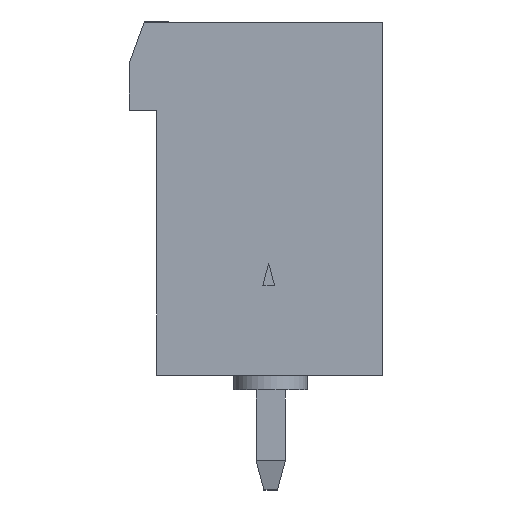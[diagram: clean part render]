
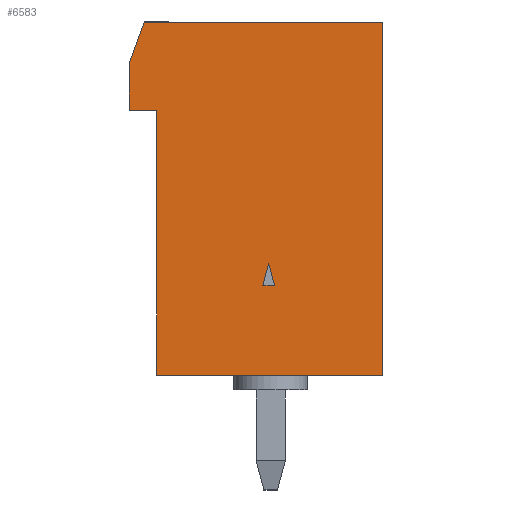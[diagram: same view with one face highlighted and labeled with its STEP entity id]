
A CAD part, left-side view. The second image highlights one B-rep face of the part: STEP entity #6583.
In plain terms, the highlighted planar face has unit normal (-1, 0, 0).
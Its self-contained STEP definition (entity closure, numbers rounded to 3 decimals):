
#6385=CARTESIAN_POINT('',(-22.86,0.271,3.05));
#6386=VERTEX_POINT('',#6385);
#6403=CARTESIAN_POINT('',(-22.86,0.07,3.8));
#6404=VERTEX_POINT('',#6403);
#6411=CARTESIAN_POINT('',(-22.86,0.07,3.8));
#6412=DIRECTION('',(0.0,0.259,-0.966));
#6413=VECTOR('',#6412,0.776);
#6414=LINE('',#6411,#6413);
#6415=EDGE_CURVE('',#6404,#6386,#6414,.T.);
#6427=CARTESIAN_POINT('',(-22.86,-0.131,3.05));
#6428=VERTEX_POINT('',#6427);
#6442=CARTESIAN_POINT('',(-22.86,0.271,3.05));
#6443=DIRECTION('',(0.0,-1.0,0.0));
#6444=VECTOR('',#6443,0.402);
#6445=LINE('',#6442,#6444);
#6446=EDGE_CURVE('',#6386,#6428,#6445,.T.);
#6464=CARTESIAN_POINT('',(-22.86,-0.131,3.05));
#6465=DIRECTION('',(0.0,0.259,0.966));
#6466=VECTOR('',#6465,0.776);
#6467=LINE('',#6464,#6466);
#6468=EDGE_CURVE('',#6428,#6404,#6467,.T.);
#6515=CARTESIAN_POINT('',(-22.86,-4.23,-0.6));
#6516=DIRECTION('',(-1.0,0.0,0.0));
#6517=DIRECTION('',(0.0,0.0,1.0));
#6518=AXIS2_PLACEMENT_3D('',#6515,#6516,#6517);
#6519=PLANE('',#6518);
#6520=CARTESIAN_POINT('',(-22.86,-3.8,12.));
#6521=VERTEX_POINT('',#6520);
#6522=CARTESIAN_POINT('',(-22.86,4.3,12.));
#6523=VERTEX_POINT('',#6522);
#6524=CARTESIAN_POINT('',(-22.86,-3.8,12.));
#6525=DIRECTION('',(0.0,1.0,0.0));
#6526=VECTOR('',#6525,8.1);
#6527=LINE('',#6524,#6526);
#6528=EDGE_CURVE('',#6521,#6523,#6527,.T.);
#6529=ORIENTED_EDGE('',*,*,#6528,.T.);
#6530=CARTESIAN_POINT('',(-22.86,4.8,10.626));
#6531=VERTEX_POINT('',#6530);
#6532=CARTESIAN_POINT('',(-22.86,4.8,10.626));
#6533=DIRECTION('',(0.0,-0.342,0.94));
#6534=VECTOR('',#6533,1.462);
#6535=LINE('',#6532,#6534);
#6536=EDGE_CURVE('',#6531,#6523,#6535,.T.);
#6537=ORIENTED_EDGE('',*,*,#6536,.F.);
#6538=CARTESIAN_POINT('',(-22.86,4.8,9.));
#6539=VERTEX_POINT('',#6538);
#6540=CARTESIAN_POINT('',(-22.86,4.8,9.));
#6541=DIRECTION('',(0.0,0.0,1.0));
#6542=VECTOR('',#6541,1.626);
#6543=LINE('',#6540,#6542);
#6544=EDGE_CURVE('',#6539,#6531,#6543,.T.);
#6545=ORIENTED_EDGE('',*,*,#6544,.F.);
#6546=CARTESIAN_POINT('',(-22.86,3.87,9.));
#6547=VERTEX_POINT('',#6546);
#6548=CARTESIAN_POINT('',(-22.86,3.87,9.));
#6549=DIRECTION('',(0.0,1.0,0.0));
#6550=VECTOR('',#6549,0.93);
#6551=LINE('',#6548,#6550);
#6552=EDGE_CURVE('',#6547,#6539,#6551,.T.);
#6553=ORIENTED_EDGE('',*,*,#6552,.F.);
#6554=CARTESIAN_POINT('',(-22.86,3.87,0.));
#6555=VERTEX_POINT('',#6554);
#6556=CARTESIAN_POINT('',(-22.86,3.87,9.));
#6557=DIRECTION('',(0.0,0.0,-1.0));
#6558=VECTOR('',#6557,9.0);
#6559=LINE('',#6556,#6558);
#6560=EDGE_CURVE('',#6547,#6555,#6559,.T.);
#6561=ORIENTED_EDGE('',*,*,#6560,.T.);
#6562=CARTESIAN_POINT('',(-22.86,-3.8,0.));
#6563=VERTEX_POINT('',#6562);
#6564=CARTESIAN_POINT('',(-22.86,3.87,0.));
#6565=DIRECTION('',(0.0,-1.0,0.0));
#6566=VECTOR('',#6565,7.67);
#6567=LINE('',#6564,#6566);
#6568=EDGE_CURVE('',#6555,#6563,#6567,.T.);
#6569=ORIENTED_EDGE('',*,*,#6568,.T.);
#6570=CARTESIAN_POINT('',(-22.86,-3.8,12.));
#6571=DIRECTION('',(0.0,0.0,-1.0));
#6572=VECTOR('',#6571,12.0);
#6573=LINE('',#6570,#6572);
#6574=EDGE_CURVE('',#6521,#6563,#6573,.T.);
#6575=ORIENTED_EDGE('',*,*,#6574,.F.);
#6576=EDGE_LOOP('',(#6529,#6537,#6545,#6553,#6561,#6569,#6575));
#6577=FACE_OUTER_BOUND('',#6576,.T.);
#6578=ORIENTED_EDGE('',*,*,#6415,.F.);
#6579=ORIENTED_EDGE('',*,*,#6468,.F.);
#6580=ORIENTED_EDGE('',*,*,#6446,.F.);
#6581=EDGE_LOOP('',(#6578,#6579,#6580));
#6582=FACE_BOUND('',#6581,.T.);
#6583=ADVANCED_FACE('',(#6577,#6582),#6519,.T.);
